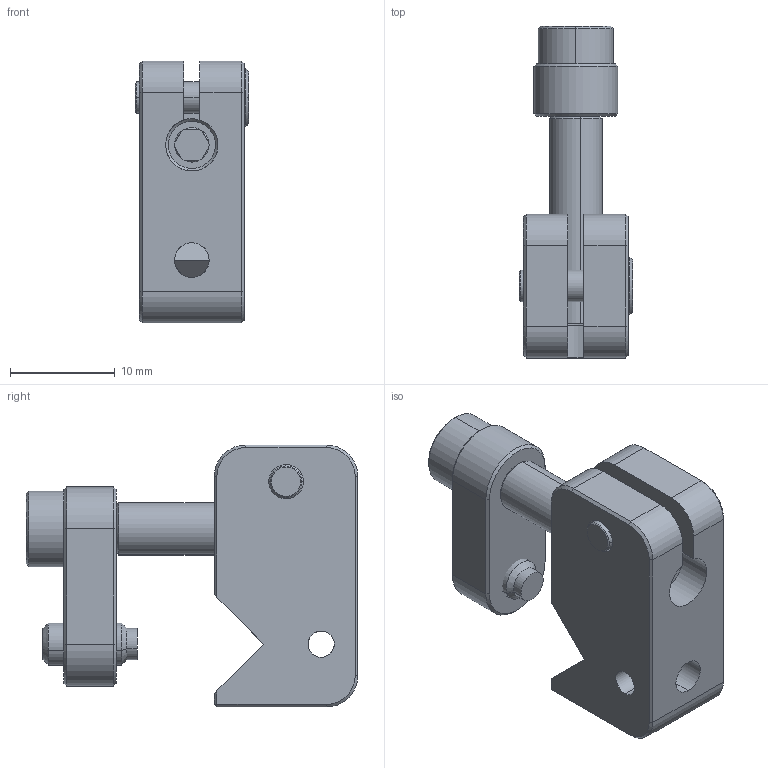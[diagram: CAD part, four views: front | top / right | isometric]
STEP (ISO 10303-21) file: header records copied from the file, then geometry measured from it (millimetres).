
FILE_DESCRIPTION (( 'STEP AP214' ), '1' );
FILE_NAME ('1.3.5.4_ZZV-10_微型V形安装座，长度10mm，A.STEP', '2020-09-06T01:03:05', ( '' ), ( '' ), 'SwSTEP 2.0', 'SolidWorks 2018', '' );
FILE_SCHEMA (( 'AUTOMOTIVE_DESIGN' ));
Length unit declared in the file: millimetre
Products named in the file (1): 1.3.5.4_ZZV-10_微型V形安装座，长度10mm，A
Bounding box: 10.8 x 31.65 x 25 mm (x, y, z)
Surface area: 2986.2 mm2 (no closed solid volume)
Topology: 0 solids, 8 shells, 118 faces, 289 edges, 184 vertices
Faces by surface type: plane 60, cylinder 30, cone 28
Entity records: 4925 total; most frequent: CARTESIAN_POINT 800, DIRECTION 595, ORIENTED_EDGE 550, EDGE_CURVE 289, AXIS2_PLACEMENT_3D 215, VERTEX_POINT 184, LINE 165, VECTOR 165
